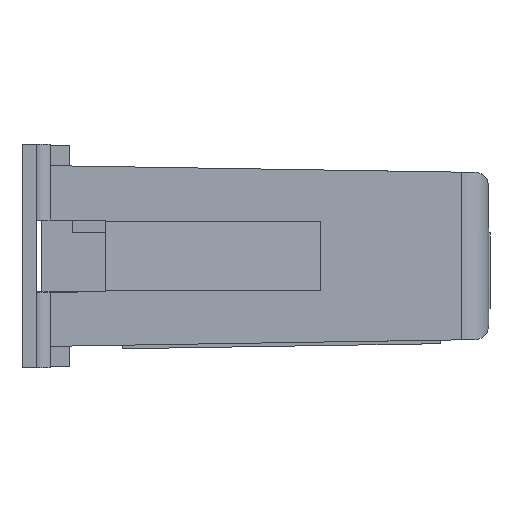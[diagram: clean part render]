
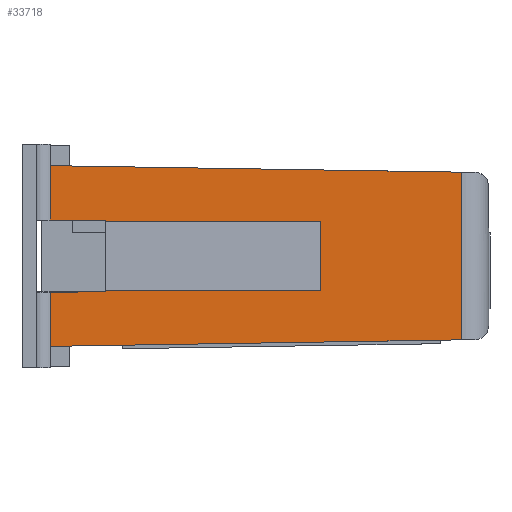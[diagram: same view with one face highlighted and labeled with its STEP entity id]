
A CAD part, left-side view. The second image highlights one B-rep face of the part: STEP entity #33718.
In plain terms, the highlighted planar face has unit normal (-1, -0.012, 0).
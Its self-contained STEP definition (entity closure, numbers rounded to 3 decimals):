
#922 = DIRECTION ( 'NONE',  ( -0.012, 1., 0. ) ) ;
#3154 = LINE ( 'NONE', #73489, #47640 ) ;
#3970 = DIRECTION ( 'NONE',  ( 0., 0., -1. ) ) ;
#4808 = ORIENTED_EDGE ( 'NONE', *, *, #75382, .T. ) ;
#4954 = CARTESIAN_POINT ( 'NONE',  ( -12.218, 12.065, 10.525 ) ) ;
#4999 = VERTEX_POINT ( 'NONE', #83338 ) ;
#5433 = AXIS2_PLACEMENT_3D ( 'NONE', #34901, #63791, #49596 ) ;
#6782 = VECTOR ( 'NONE', #69987, 1000. ) ;
#7299 = CARTESIAN_POINT ( 'NONE',  ( -12.402, 27.534, 16.05 ) ) ;
#7339 = EDGE_CURVE ( 'NONE', #37610, #32867, #78852, .T. ) ;
#8474 = DIRECTION ( 'NONE',  ( 0., 0., -1. ) ) ;
#9247 = ORIENTED_EDGE ( 'NONE', *, *, #57489, .T. ) ;
#10203 = LINE ( 'NONE', #48182, #73586 ) ;
#10488 = CARTESIAN_POINT ( 'NONE',  ( -12.45, 31.532, 5.435 ) ) ;
#13898 = ORIENTED_EDGE ( 'NONE', *, *, #50293, .T. ) ;
#14650 = EDGE_CURVE ( 'NONE', #41463, #49428, #79243, .T. ) ;
#14938 = ORIENTED_EDGE ( 'NONE', *, *, #76878, .T. ) ;
#16322 = CARTESIAN_POINT ( 'NONE',  ( -12.45, 31.532, 14.525 ) ) ;
#18171 = VECTOR ( 'NONE', #922, 1000. ) ;
#18415 = CARTESIAN_POINT ( 'NONE',  ( -12.099, 1.976, 14.056 ) ) ;
#20348 = CARTESIAN_POINT ( 'NONE',  ( -12.402, 27.534, 5.525 ) ) ;
#21473 = VERTEX_POINT ( 'NONE', #4954 ) ;
#21623 = VERTEX_POINT ( 'NONE', #10488 ) ;
#25396 = ORIENTED_EDGE ( 'NONE', *, *, #63815, .T. ) ;
#25547 = CARTESIAN_POINT ( 'NONE',  ( -12.402, 27.534, 10.615 ) ) ;
#25617 = ORIENTED_EDGE ( 'NONE', *, *, #68600, .T. ) ;
#25689 = CARTESIAN_POINT ( 'NONE',  ( -12.45, 31.532, 16.05 ) ) ;
#26945 = ORIENTED_EDGE ( 'NONE', *, *, #14650, .T. ) ;
#29450 = CARTESIAN_POINT ( 'NONE',  ( -12.099, 1.976, 16.05 ) ) ;
#29678 = DIRECTION ( 'NONE',  ( 0.012, -1., 0. ) ) ;
#30138 = LINE ( 'NONE', #50534, #62648 ) ;
#30547 = VERTEX_POINT ( 'NONE', #78446 ) ;
#30833 = LINE ( 'NONE', #29450, #71558 ) ;
#31185 = DIRECTION ( 'NONE',  ( 0.012, -1., 0. ) ) ;
#31649 = CARTESIAN_POINT ( 'NONE',  ( -12.402, 27.534, 10.525 ) ) ;
#32806 = LINE ( 'NONE', #25689, #44935 ) ;
#32867 = VERTEX_POINT ( 'NONE', #44329 ) ;
#33718 = ADVANCED_FACE ( 'NONE', ( #86145 ), #71856, .F. ) ;
#34901 = CARTESIAN_POINT ( 'NONE',  ( -12.075, 0., 16.05 ) ) ;
#36567 = LINE ( 'NONE', #43233, #18171 ) ;
#37610 = VERTEX_POINT ( 'NONE', #20348 ) ;
#38308 = ORIENTED_EDGE ( 'NONE', *, *, #7339, .F. ) ;
#41463 = VERTEX_POINT ( 'NONE', #18415 ) ;
#41523 = DIRECTION ( 'NONE',  ( 0., 0., -1. ) ) ;
#42223 = LINE ( 'NONE', #49356, #62511 ) ;
#42928 = ORIENTED_EDGE ( 'NONE', *, *, #57768, .T. ) ;
#43166 = CARTESIAN_POINT ( 'NONE',  ( -12.075, 0.032, 14.026 ) ) ;
#43233 = CARTESIAN_POINT ( 'NONE',  ( -12.075, 0., 5.435 ) ) ;
#44003 = EDGE_CURVE ( 'NONE', #48114, #69328, #30138, .T. ) ;
#44329 = CARTESIAN_POINT ( 'NONE',  ( -12.218, 12.065, 5.525 ) ) ;
#44662 = VECTOR ( 'NONE', #72098, 1000. ) ;
#44935 = VECTOR ( 'NONE', #67394, 1000. ) ;
#45874 = LINE ( 'NONE', #31649, #62090 ) ;
#46190 = VECTOR ( 'NONE', #41523, 1000. ) ;
#47640 = VECTOR ( 'NONE', #8474, 1000. ) ;
#48114 = VERTEX_POINT ( 'NONE', #69590 ) ;
#48182 = CARTESIAN_POINT ( 'NONE',  ( -12.402, 27.534, 16.05 ) ) ;
#49356 = CARTESIAN_POINT ( 'NONE',  ( -12.218, 12.065, 10.525 ) ) ;
#49428 = VERTEX_POINT ( 'NONE', #16322 ) ;
#49596 = DIRECTION ( 'NONE',  ( -0.012, 1., 0. ) ) ;
#50293 = EDGE_CURVE ( 'NONE', #4999, #21473, #45874, .T. ) ;
#50534 = CARTESIAN_POINT ( 'NONE',  ( -12.075, 0., 10.615 ) ) ;
#57489 = EDGE_CURVE ( 'NONE', #21623, #30547, #3154, .T. ) ;
#57768 = EDGE_CURVE ( 'NONE', #37610, #83495, #70939, .T. ) ;
#61073 = EDGE_CURVE ( 'NONE', #49428, #48114, #32806, .T. ) ;
#61491 = ORIENTED_EDGE ( 'NONE', *, *, #61073, .T. ) ;
#62090 = VECTOR ( 'NONE', #31185, 1000. ) ;
#62511 = VECTOR ( 'NONE', #85915, 1000. ) ;
#62648 = VECTOR ( 'NONE', #29678, 1000. ) ;
#63110 = EDGE_LOOP ( 'NONE', ( #80064, #25396, #26945, #61491, #81850, #25617, #13898, #14938, #38308, #42928, #4808, #9247 ) ) ;
#63791 = DIRECTION ( 'NONE',  ( 1., 0.012, 0. ) ) ;
#63815 = EDGE_CURVE ( 'NONE', #93133, #41463, #30833, .T. ) ;
#67394 = DIRECTION ( 'NONE',  ( 0., 0., -1. ) ) ;
#67984 = VECTOR ( 'NONE', #93588, 1000. ) ;
#68600 = EDGE_CURVE ( 'NONE', #69328, #4999, #10203, .T. ) ;
#69328 = VERTEX_POINT ( 'NONE', #25547 ) ;
#69590 = CARTESIAN_POINT ( 'NONE',  ( -12.45, 31.532, 10.615 ) ) ;
#69987 = DIRECTION ( 'NONE',  ( 0.012, -1., 0.016 ) ) ;
#70939 = LINE ( 'NONE', #7299, #46190 ) ;
#71558 = VECTOR ( 'NONE', #88782, 1000. ) ;
#71856 = PLANE ( 'NONE',  #5433 ) ;
#72098 = DIRECTION ( 'NONE',  ( -0.012, 1., 0.016 ) ) ;
#73489 = CARTESIAN_POINT ( 'NONE',  ( -12.45, 31.532, 16.05 ) ) ;
#73586 = VECTOR ( 'NONE', #3970, 1000. ) ;
#75382 = EDGE_CURVE ( 'NONE', #83495, #21623, #36567, .T. ) ;
#75465 = CARTESIAN_POINT ( 'NONE',  ( -12.099, 1.976, 1.994 ) ) ;
#76878 = EDGE_CURVE ( 'NONE', #21473, #32867, #42223, .T. ) ;
#78446 = CARTESIAN_POINT ( 'NONE',  ( -12.45, 31.532, 1.525 ) ) ;
#78852 = LINE ( 'NONE', #86909, #67984 ) ;
#79243 = LINE ( 'NONE', #43166, #44662 ) ;
#79281 = EDGE_CURVE ( 'NONE', #30547, #93133, #93305, .T. ) ;
#80064 = ORIENTED_EDGE ( 'NONE', *, *, #79281, .T. ) ;
#81850 = ORIENTED_EDGE ( 'NONE', *, *, #44003, .T. ) ;
#83338 = CARTESIAN_POINT ( 'NONE',  ( -12.402, 27.534, 10.525 ) ) ;
#83495 = VERTEX_POINT ( 'NONE', #88618 ) ;
#85915 = DIRECTION ( 'NONE',  ( 0., 0., -1. ) ) ;
#86145 = FACE_OUTER_BOUND ( 'NONE', #63110, .T. ) ;
#86909 = CARTESIAN_POINT ( 'NONE',  ( -12.402, 27.534, 5.525 ) ) ;
#88618 = CARTESIAN_POINT ( 'NONE',  ( -12.402, 27.534, 5.435 ) ) ;
#88782 = DIRECTION ( 'NONE',  ( 0., 0., 1. ) ) ;
#92399 = CARTESIAN_POINT ( 'NONE',  ( -12.072, -0.222, 2.029 ) ) ;
#93133 = VERTEX_POINT ( 'NONE', #75465 ) ;
#93305 = LINE ( 'NONE', #92399, #6782 ) ;
#93588 = DIRECTION ( 'NONE',  ( 0.012, -1., 0. ) ) ;
